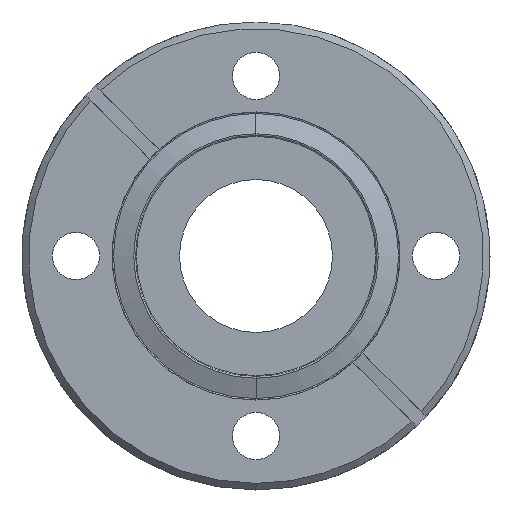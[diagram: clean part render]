
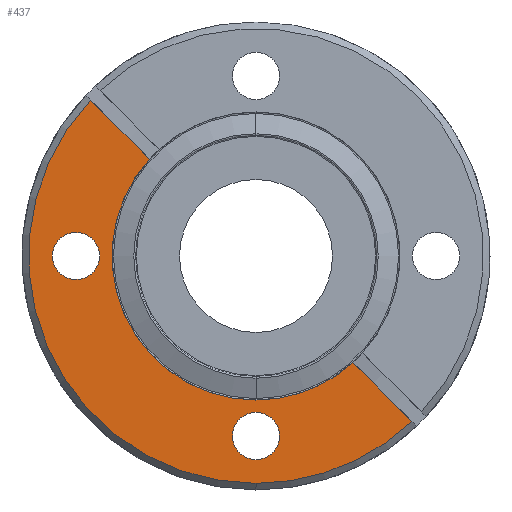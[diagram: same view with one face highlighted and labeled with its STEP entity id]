
A CAD part, left-side view. The second image highlights one B-rep face of the part: STEP entity #437.
In plain terms, the highlighted planar face has unit normal (-1, 0, 0).
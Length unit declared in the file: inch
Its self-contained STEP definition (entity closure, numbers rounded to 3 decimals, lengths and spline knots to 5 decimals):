
#42 = DIRECTION ( 'NONE',  ( 0., 0., 1. ) ) ;
#56 = DIRECTION ( 'NONE',  ( 0., 0.707, 0.707 ) ) ;
#65 = AXIS2_PLACEMENT_3D ( 'NONE', #1263, #924, #594 ) ;
#84 = VERTEX_POINT ( 'NONE', #963 ) ;
#89 = CARTESIAN_POINT ( 'NONE',  ( 0., 0., -0.65 ) ) ;
#106 = CARTESIAN_POINT ( 'NONE',  ( 0., 0., -0.706 ) ) ;
#129 = DIRECTION ( 'NONE',  ( 0., 0., 1. ) ) ;
#159 = EDGE_CURVE ( 'NONE', #1176, #265, #1392, .T. ) ;
#164 = AXIS2_PLACEMENT_3D ( 'NONE', #592, #948, #42 ) ;
#209 = EDGE_CURVE ( 'NONE', #84, #997, #1437, .T. ) ;
#212 = VERTEX_POINT ( 'NONE', #106 ) ;
#236 = ORIENTED_EDGE ( 'NONE', *, *, #855, .F. ) ;
#241 = LINE ( 'NONE', #1040, #444 ) ;
#245 = DIRECTION ( 'NONE',  ( -1., 0., 0. ) ) ;
#265 = VERTEX_POINT ( 'NONE', #1429 ) ;
#274 = ORIENTED_EDGE ( 'NONE', *, *, #1217, .F. ) ;
#283 = AXIS2_PLACEMENT_3D ( 'NONE', #1270, #357, #706 ) ;
#308 = CARTESIAN_POINT ( 'NONE',  ( 0., 0.74708, 0.70324 ) ) ;
#314 = ORIENTED_EDGE ( 'NONE', *, *, #209, .T. ) ;
#321 = CARTESIAN_POINT ( 'NONE',  ( 0., 0.48102, 0.43718 ) ) ;
#327 = CIRCLE ( 'NONE', #283, 0.65 ) ;
#342 = DIRECTION ( 'NONE',  ( -1., 0., 0. ) ) ;
#357 = DIRECTION ( 'NONE',  ( -1., 0., 0. ) ) ;
#366 = DIRECTION ( 'NONE',  ( 0., 0., -1. ) ) ;
#375 = EDGE_CURVE ( 'NONE', #1276, #212, #1341, .T. ) ;
#411 = CARTESIAN_POINT ( 'NONE',  ( 0., 0.8125, -0.1065 ) ) ;
#427 = EDGE_CURVE ( 'NONE', #1176, #1132, #241, .T. ) ;
#437 = ADVANCED_FACE ( 'NONE', ( #701, #493, #939 ), #580, .F. ) ;
#442 = VECTOR ( 'NONE', #56, 39.37008 ) ;
#444 = VECTOR ( 'NONE', #1056, 39.37008 ) ;
#465 = ORIENTED_EDGE ( 'NONE', *, *, #854, .F. ) ;
#468 = DIRECTION ( 'NONE',  ( 0., 0., -1. ) ) ;
#493 = FACE_OUTER_BOUND ( 'NONE', #741, .T. ) ;
#572 = CARTESIAN_POINT ( 'NONE',  ( 0., 0., 0. ) ) ;
#580 = PLANE ( 'NONE',  #664 ) ;
#586 = CARTESIAN_POINT ( 'NONE',  ( 0., 0., -0.8125 ) ) ;
#591 = DIRECTION ( 'NONE',  ( -1., 0., 0. ) ) ;
#592 = CARTESIAN_POINT ( 'NONE',  ( 0., 0., 0. ) ) ;
#594 = DIRECTION ( 'NONE',  ( 0., 0., 1. ) ) ;
#604 = CARTESIAN_POINT ( 'NONE',  ( 0., 0., -0.8125 ) ) ;
#656 = AXIS2_PLACEMENT_3D ( 'NONE', #604, #342, #129 ) ;
#662 = VERTEX_POINT ( 'NONE', #89 ) ;
#664 = AXIS2_PLACEMENT_3D ( 'NONE', #1393, #1144, #366 ) ;
#701 = FACE_BOUND ( 'NONE', #1118, .T. ) ;
#706 = DIRECTION ( 'NONE',  ( 0., 0., 1. ) ) ;
#725 = VERTEX_POINT ( 'NONE', #1211 ) ;
#741 = EDGE_LOOP ( 'NONE', ( #1467, #971, #1244, #314, #824, #236 ) ) ;
#747 = AXIS2_PLACEMENT_3D ( 'NONE', #875, #1326, #1468 ) ;
#749 = CIRCLE ( 'NONE', #747, 0.1065 ) ;
#778 = ORIENTED_EDGE ( 'NONE', *, *, #375, .F. ) ;
#791 = DIRECTION ( 'NONE',  ( 0., 0., 1. ) ) ;
#808 = CARTESIAN_POINT ( 'NONE',  ( 0., 0., -0.919 ) ) ;
#813 = AXIS2_PLACEMENT_3D ( 'NONE', #586, #1381, #791 ) ;
#824 = ORIENTED_EDGE ( 'NONE', *, *, #1371, .F. ) ;
#827 = EDGE_CURVE ( 'NONE', #265, #84, #1155, .T. ) ;
#854 = EDGE_CURVE ( 'NONE', #1182, #725, #933, .T. ) ;
#855 = EDGE_CURVE ( 'NONE', #1132, #662, #327, .T. ) ;
#858 = CIRCLE ( 'NONE', #813, 0.1065 ) ;
#860 = CARTESIAN_POINT ( 'NONE',  ( 0., -0.35758, -0.40142 ) ) ;
#875 = CARTESIAN_POINT ( 'NONE',  ( 0., 0.8125, 0. ) ) ;
#924 = DIRECTION ( 'NONE',  ( -1., 0., 0. ) ) ;
#933 = CIRCLE ( 'NONE', #65, 0.1065 ) ;
#939 = FACE_BOUND ( 'NONE', #1318, .T. ) ;
#948 = DIRECTION ( 'NONE',  ( -1., 0., 0. ) ) ;
#963 = CARTESIAN_POINT ( 'NONE',  ( 0., -0.70324, -0.74708 ) ) ;
#971 = ORIENTED_EDGE ( 'NONE', *, *, #159, .T. ) ;
#997 = VERTEX_POINT ( 'NONE', #1080 ) ;
#1011 = AXIS2_PLACEMENT_3D ( 'NONE', #1050, #591, #1064 ) ;
#1023 = CIRCLE ( 'NONE', #164, 0.65 ) ;
#1040 = CARTESIAN_POINT ( 'NONE',  ( 0., 0.40142, 0.35758 ) ) ;
#1050 = CARTESIAN_POINT ( 'NONE',  ( 0., 0., 0. ) ) ;
#1056 = DIRECTION ( 'NONE',  ( 0., -0.707, -0.707 ) ) ;
#1064 = DIRECTION ( 'NONE',  ( 0., 0., -1. ) ) ;
#1080 = CARTESIAN_POINT ( 'NONE',  ( 0., -0.43718, -0.48102 ) ) ;
#1118 = EDGE_LOOP ( 'NONE', ( #274, #465 ) ) ;
#1132 = VERTEX_POINT ( 'NONE', #321 ) ;
#1142 = ORIENTED_EDGE ( 'NONE', *, *, #1332, .F. ) ;
#1144 = DIRECTION ( 'NONE',  ( 1., 0., 0. ) ) ;
#1155 = CIRCLE ( 'NONE', #1355, 1.026 ) ;
#1176 = VERTEX_POINT ( 'NONE', #308 ) ;
#1182 = VERTEX_POINT ( 'NONE', #411 ) ;
#1211 = CARTESIAN_POINT ( 'NONE',  ( 0., 0.8125, 0.1065 ) ) ;
#1217 = EDGE_CURVE ( 'NONE', #725, #1182, #749, .T. ) ;
#1244 = ORIENTED_EDGE ( 'NONE', *, *, #827, .T. ) ;
#1263 = CARTESIAN_POINT ( 'NONE',  ( 0., 0.8125, 0. ) ) ;
#1270 = CARTESIAN_POINT ( 'NONE',  ( 0., 0., 0. ) ) ;
#1276 = VERTEX_POINT ( 'NONE', #808 ) ;
#1318 = EDGE_LOOP ( 'NONE', ( #1142, #778 ) ) ;
#1326 = DIRECTION ( 'NONE',  ( -1., 0., 0. ) ) ;
#1332 = EDGE_CURVE ( 'NONE', #212, #1276, #858, .T. ) ;
#1341 = CIRCLE ( 'NONE', #656, 0.1065 ) ;
#1355 = AXIS2_PLACEMENT_3D ( 'NONE', #572, #245, #468 ) ;
#1371 = EDGE_CURVE ( 'NONE', #662, #997, #1023, .T. ) ;
#1381 = DIRECTION ( 'NONE',  ( -1., 0., 0. ) ) ;
#1392 = CIRCLE ( 'NONE', #1011, 1.026 ) ;
#1393 = CARTESIAN_POINT ( 'NONE',  ( 0., 1.056, 0. ) ) ;
#1429 = CARTESIAN_POINT ( 'NONE',  ( 0., 0., -1.026 ) ) ;
#1437 = LINE ( 'NONE', #860, #442 ) ;
#1467 = ORIENTED_EDGE ( 'NONE', *, *, #427, .F. ) ;
#1468 = DIRECTION ( 'NONE',  ( 0., 0., 1. ) ) ;
